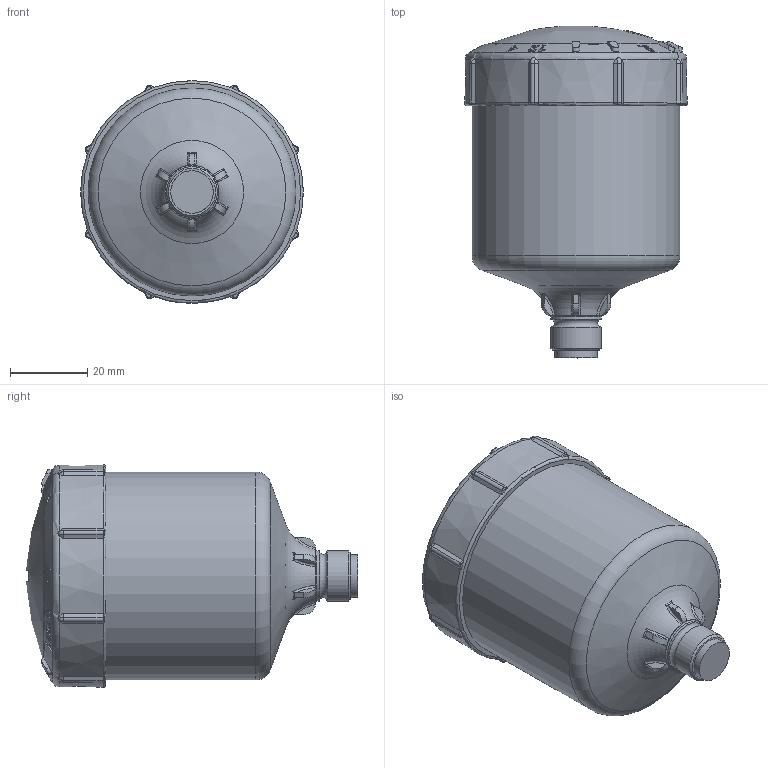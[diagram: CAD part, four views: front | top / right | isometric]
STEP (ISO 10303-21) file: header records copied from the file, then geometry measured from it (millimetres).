
FILE_DESCRIPTION(/* description */ (''),/* implementation_level */ '2;1');
FILE_NAME(/* name */ 'perma_FLEX_H2_30_Rev_A.stp',/* time_stamp */ '2018-04-23T09:49:58+02:00',/* author */ ('002210'),/* organization */ (''),/* preprocessor_version */ 'ST-DEVELOPER v17',/* originating_system */ 'Autodesk Inventor 2018',/* authorisation */ '');
FILE_SCHEMA (('CONFIG_CONTROL_DESIGN'));
Length unit declared in the file: millimetre
Products named in the file (1): FLEX H2 30
Bounding box: 57.72 x 86.04 x 57.72 mm (x, y, z)
Volume: 149328.9 mm3; surface area: 16297.3 mm2
Topology: 1 solids, 1 shells, 377 faces, 1020 edges, 672 vertices
Faces by surface type: plane 153, bspline 116, cylinder 44, sphere 31, torus 22, cone 11
Full cylindrical faces by diameter (mm): 11 x1, 13.157 x2, 45.6 x1, 46.8 x1, 53.9 x1
Entity records: 15759 total; most frequent: CARTESIAN_POINT 6507, ORIENTED_EDGE 2040, DIRECTION 1596, EDGE_CURVE 1020, VERTEX_POINT 672, AXIS2_PLACEMENT_3D 652, EDGE_LOOP 404, CIRCLE 390
